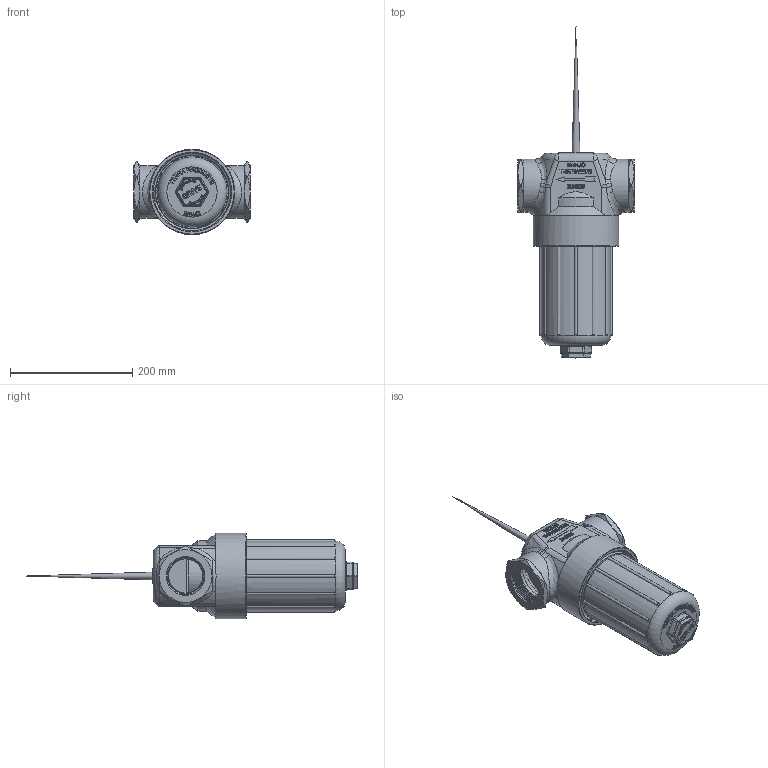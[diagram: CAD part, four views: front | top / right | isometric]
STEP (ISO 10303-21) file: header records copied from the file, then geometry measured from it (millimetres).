
FILE_DESCRIPTION(/* description */ ('2" T STRAINER 316SS HEAD POLY BOWL'),/* implementation_level */ '2;1');
FILE_NAME(/* name */ 'LST200-50SS.stp',/* time_stamp */ '2020-08-05T11:28:32-04:00',/* author */ ('DLC'),/* organization */ (''),/* preprocessor_version */ 'ST-DEVELOPER v17.2',/* originating_system */ 'Autodesk Inventor 2019',/* authorisation */ '');
FILE_SCHEMA (('AUTOMOTIVE_DESIGN { 1 0 10303 214 3 1 1 }'));
Length unit declared in the file: inch
Products named in the file (8): LST200-50SS; LST200-HSS; LST200-B; LST200-XB; LSQ200-PL; LSQ200-RV; LST200-GV; LST250SS
Assembly tree (7 placements, depth 3):
  LST200-50SS
    LST200-HSS
    LST200-B
      LST200-XB
      LSQ200-PL
      LSQ200-RV
    LST200-GV
    LST250SS
Bounding box: 190.5 x 543.99 x 139.7 mm (x, y, z)
Volume: 1807230.4 mm3; surface area: 613347.3 mm2
Topology: 6 solids, 6 shells, 1925 faces, 5220 edges, 3393 vertices
Faces by surface type: plane 793, bspline 737, cylinder 180, cone 90, torus 84, sphere 41
Full cylindrical faces by diameter (mm): 19.05 x1, 33.401 x1, 67.215 x2, 73.66 x1, 74.612 x1, 76.2 x1, 79.451 x1, 80.772 x1, 80.975 x2, 81.28 x1, 86.519 x2, 101.6 x2, 107.315 x1, 107.95 x1, 110.744 x1, 113.233 x1, 114.3 x1, 117.627 x1, 119.202 x4, 120.119 x5, 127 x9, 139.7 x1
Entity records: 80143 total; most frequent: CARTESIAN_POINT 36716, ORIENTED_EDGE 10374, DIRECTION 6543, EDGE_CURVE 5187, VERTEX_POINT 3389, LINE 2587, VECTOR 2587, EDGE_LOOP 2052
